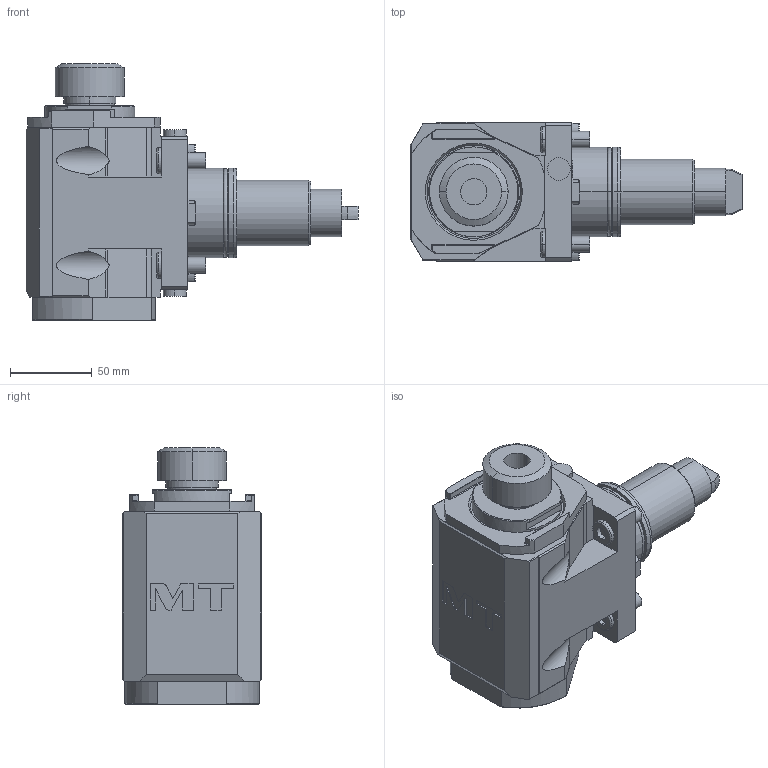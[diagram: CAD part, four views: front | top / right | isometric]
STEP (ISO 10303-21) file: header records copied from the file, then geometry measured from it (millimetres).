
FILE_DESCRIPTION((''),'2;1');
FILE_NAME('DWO0870225_CONF','2023-03-27T16:32:35',('smalpassi'),('M.T. srl'),'CREO PARAMETRIC BY PTC INC, 2021072','CREO PARAMETRIC BY PTC INC, 2021072','');
FILE_SCHEMA(('CONFIG_CONTROL_DESIGN'));
Length unit declared in the file: millimetre
Products named in the file (1): DWO0870225_CONF
Bounding box: 203 x 85 x 156.66 mm (x, y, z)
Volume: 1067148.7 mm3; surface area: 91327.8 mm2
Topology: 1 solids, 1 shells, 311 faces, 769 edges, 500 vertices
Faces by surface type: plane 153, cylinder 108, cone 30, torus 18, extrusion 2
Entity records: 10160 total; most frequent: CARTESIAN_POINT 2673, DIRECTION 1551, ORIENTED_EDGE 1538, EDGE_CURVE 769, AXIS2_PLACEMENT_3D 563, VERTEX_POINT 500, VECTOR 425, LINE 423
